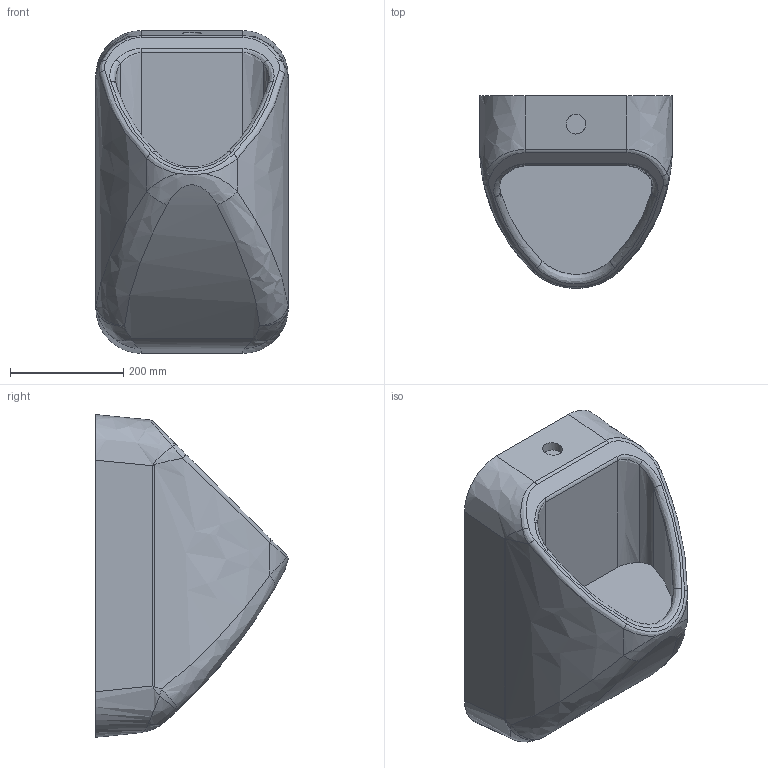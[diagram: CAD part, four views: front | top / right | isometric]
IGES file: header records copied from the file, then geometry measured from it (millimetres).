
Global section: file name: 238160000; native system: Autodesk Inventor 2023; preprocessor: unknown; author: JANAN; date: 20230515.105739; units: millimetre
Bounding box: 340 x 339.53 x 570 mm (x, y, z)
Volume: 33582846.2 mm3; surface area: 782282.2 mm2
Topology: 1 solids, 1 shells, 66 faces, 154 edges, 94 vertices
Faces by surface type: bspline 66
